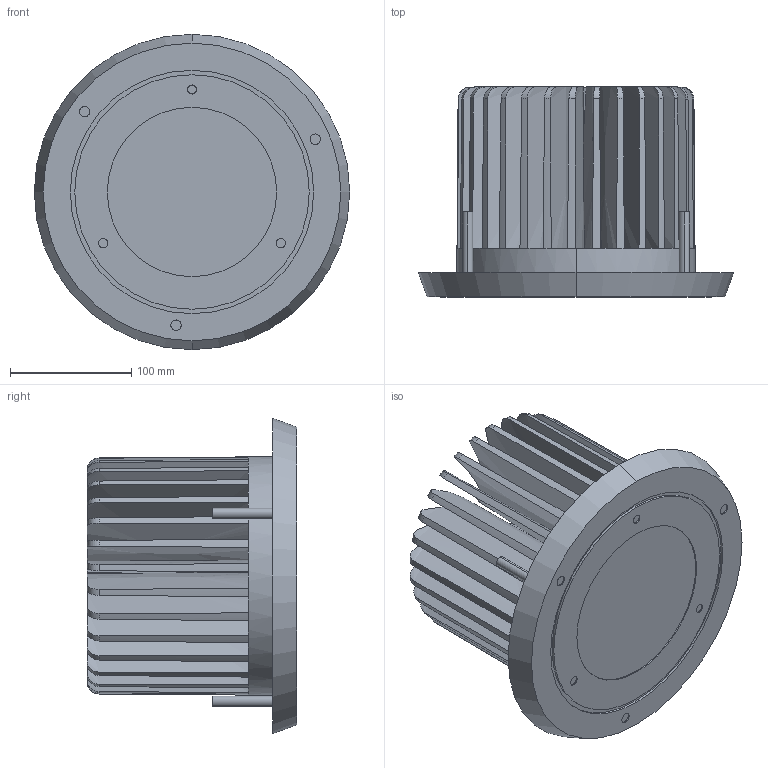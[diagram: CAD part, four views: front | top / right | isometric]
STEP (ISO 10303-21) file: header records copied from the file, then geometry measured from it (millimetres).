
FILE_DESCRIPTION (( 'STEP AP214' ), '1' );
FILE_NAME ('MATRIX_R LED (60) white 4000K.STEP', '2018-07-20T09:01:34', ( '' ), ( '' ), 'SwSTEP 2.0', 'SolidWorks 2013', '' );
FILE_SCHEMA (( 'AUTOMOTIVE_DESIGN' ));
Length unit declared in the file: millimetre
Products named in the file (1): MATRIX_R LED (60) white 4000K
Bounding box: 260 x 173 x 260 mm (x, y, z)
Volume: 2735767.4 mm3; surface area: 843971.5 mm2
Topology: 1 solids, 1 shells, 199 faces, 462 edges, 308 vertices
Faces by surface type: cone 97, plane 45, torus 31, cylinder 26
Entity records: 7303 total; most frequent: CARTESIAN_POINT 2733, DIRECTION 985, ORIENTED_EDGE 924, AXIS2_PLACEMENT_3D 476, EDGE_CURVE 462, VERTEX_POINT 308, CIRCLE 276, EDGE_LOOP 242
